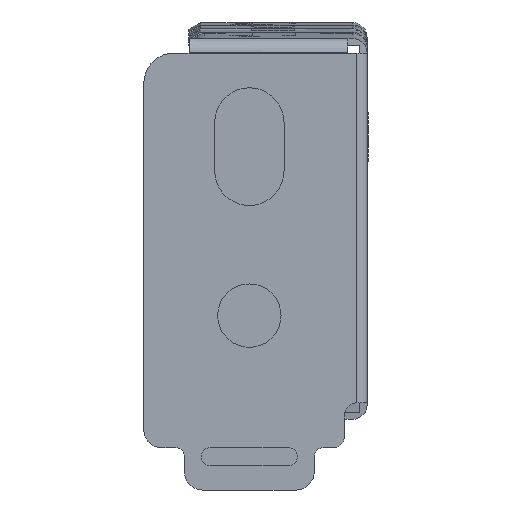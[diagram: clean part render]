
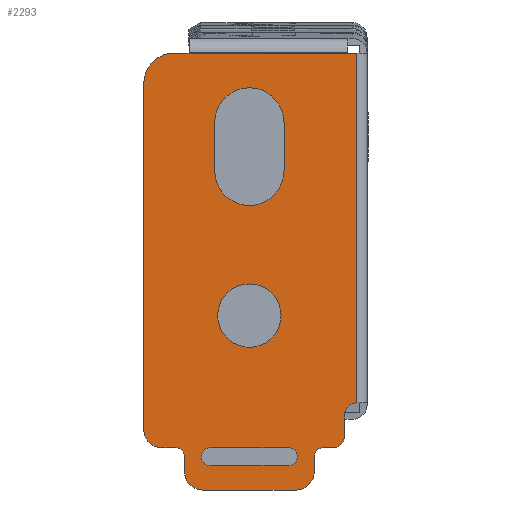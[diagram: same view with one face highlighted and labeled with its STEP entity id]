
A CAD part, front view. The second image highlights one B-rep face of the part: STEP entity #2293.
In plain terms, the highlighted planar face has unit normal (0, -1, 0).
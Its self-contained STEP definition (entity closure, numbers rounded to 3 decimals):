
#129=FACE_OUTER_BOUND('',#242,.T.);
#242=EDGE_LOOP('',(#1947,#1948,#1949,#1950,#1951,#1952,#1953,#1954,#1955,
#1956,#1957,#1958,#1959,#1960,#1961,#1962,#1963));
#338=CIRCLE('',#2500,2.);
#339=CIRCLE('',#2502,5.);
#340=CIRCLE('',#2503,3.);
#341=CIRCLE('',#2504,1.5);
#342=CIRCLE('',#2505,3.);
#343=CIRCLE('',#2506,3.);
#344=CIRCLE('',#2507,1.5);
#345=CIRCLE('',#2508,2.);
#429=LINE('',#3461,#704);
#589=LINE('',#3808,#864);
#590=LINE('',#3812,#865);
#591=LINE('',#3816,#866);
#592=LINE('',#3820,#867);
#593=LINE('',#3824,#868);
#594=LINE('',#3828,#869);
#595=LINE('',#3832,#870);
#596=LINE('',#3835,#871);
#704=VECTOR('',#2763,1.);
#864=VECTOR('',#3067,1.);
#865=VECTOR('',#3070,1.);
#866=VECTOR('',#3073,1.);
#867=VECTOR('',#3076,1.);
#868=VECTOR('',#3079,1.);
#869=VECTOR('',#3082,1.);
#870=VECTOR('',#3085,1.);
#871=VECTOR('',#3088,1.);
#1015=VERTEX_POINT('',#3458);
#1016=VERTEX_POINT('',#3460);
#1130=VERTEX_POINT('',#3802);
#1131=VERTEX_POINT('',#3804);
#1132=VERTEX_POINT('',#3809);
#1133=VERTEX_POINT('',#3811);
#1134=VERTEX_POINT('',#3813);
#1135=VERTEX_POINT('',#3815);
#1136=VERTEX_POINT('',#3817);
#1137=VERTEX_POINT('',#3819);
#1138=VERTEX_POINT('',#3821);
#1139=VERTEX_POINT('',#3823);
#1140=VERTEX_POINT('',#3825);
#1141=VERTEX_POINT('',#3827);
#1142=VERTEX_POINT('',#3829);
#1143=VERTEX_POINT('',#3831);
#1144=VERTEX_POINT('',#3833);
#1270=EDGE_CURVE('',#1015,#1016,#429,.T.);
#1450=EDGE_CURVE('',#1131,#1130,#338,.T.);
#1452=EDGE_CURVE('',#1016,#1130,#589,.F.);
#1453=EDGE_CURVE('',#1015,#1132,#339,.F.);
#1454=EDGE_CURVE('',#1133,#1132,#590,.T.);
#1455=EDGE_CURVE('',#1134,#1133,#340,.T.);
#1456=EDGE_CURVE('',#1135,#1134,#591,.T.);
#1457=EDGE_CURVE('',#1136,#1135,#341,.F.);
#1458=EDGE_CURVE('',#1137,#1136,#592,.F.);
#1459=EDGE_CURVE('',#1138,#1137,#342,.T.);
#1460=EDGE_CURVE('',#1139,#1138,#593,.F.);
#1461=EDGE_CURVE('',#1140,#1139,#343,.T.);
#1462=EDGE_CURVE('',#1141,#1140,#594,.T.);
#1463=EDGE_CURVE('',#1142,#1141,#344,.F.);
#1464=EDGE_CURVE('',#1143,#1142,#595,.T.);
#1465=EDGE_CURVE('',#1143,#1144,#345,.F.);
#1466=EDGE_CURVE('',#1144,#1131,#596,.T.);
#1947=ORIENTED_EDGE('',*,*,#1452,.F.);
#1948=ORIENTED_EDGE('',*,*,#1270,.F.);
#1949=ORIENTED_EDGE('',*,*,#1453,.T.);
#1950=ORIENTED_EDGE('',*,*,#1454,.F.);
#1951=ORIENTED_EDGE('',*,*,#1455,.F.);
#1952=ORIENTED_EDGE('',*,*,#1456,.F.);
#1953=ORIENTED_EDGE('',*,*,#1457,.F.);
#1954=ORIENTED_EDGE('',*,*,#1458,.F.);
#1955=ORIENTED_EDGE('',*,*,#1459,.F.);
#1956=ORIENTED_EDGE('',*,*,#1460,.F.);
#1957=ORIENTED_EDGE('',*,*,#1461,.F.);
#1958=ORIENTED_EDGE('',*,*,#1462,.F.);
#1959=ORIENTED_EDGE('',*,*,#1463,.F.);
#1960=ORIENTED_EDGE('',*,*,#1464,.F.);
#1961=ORIENTED_EDGE('',*,*,#1465,.T.);
#1962=ORIENTED_EDGE('',*,*,#1466,.T.);
#1963=ORIENTED_EDGE('',*,*,#1450,.T.);
#2193=PLANE('',#2501);
#2293=ADVANCED_FACE('',(#129),#2193,.F.);
#2500=AXIS2_PLACEMENT_3D('',#3805,#3062,#3063);
#2501=AXIS2_PLACEMENT_3D('',#3807,#3065,#3066);
#2502=AXIS2_PLACEMENT_3D('',#3810,#3068,#3069);
#2503=AXIS2_PLACEMENT_3D('',#3814,#3071,#3072);
#2504=AXIS2_PLACEMENT_3D('',#3818,#3074,#3075);
#2505=AXIS2_PLACEMENT_3D('',#3822,#3077,#3078);
#2506=AXIS2_PLACEMENT_3D('',#3826,#3080,#3081);
#2507=AXIS2_PLACEMENT_3D('',#3830,#3083,#3084);
#2508=AXIS2_PLACEMENT_3D('',#3834,#3086,#3087);
#2763=DIRECTION('',(1.,0.,0.));
#3062=DIRECTION('center_axis',(0.,1.,0.));
#3063=DIRECTION('ref_axis',(0.,0.,-1.));
#3065=DIRECTION('center_axis',(0.,1.,0.));
#3066=DIRECTION('ref_axis',(-1.,0.,0.));
#3067=DIRECTION('',(0.,0.,1.));
#3068=DIRECTION('center_axis',(0.,1.,0.));
#3069=DIRECTION('ref_axis',(0.,0.,-1.));
#3070=DIRECTION('',(0.,0.,1.));
#3071=DIRECTION('center_axis',(0.,1.,0.));
#3072=DIRECTION('ref_axis',(0.,0.,-1.));
#3073=DIRECTION('',(-1.,0.,0.));
#3074=DIRECTION('center_axis',(0.,1.,0.));
#3075=DIRECTION('ref_axis',(0.,0.,-1.));
#3076=DIRECTION('',(0.,0.,-1.));
#3077=DIRECTION('center_axis',(0.,1.,0.));
#3078=DIRECTION('ref_axis',(0.,0.,-1.));
#3079=DIRECTION('',(1.,0.,0.));
#3080=DIRECTION('center_axis',(0.,1.,0.));
#3081=DIRECTION('ref_axis',(0.,0.,-1.));
#3082=DIRECTION('',(0.,0.,-1.));
#3083=DIRECTION('center_axis',(0.,1.,0.));
#3084=DIRECTION('ref_axis',(0.,0.,-1.));
#3085=DIRECTION('',(-1.,0.,0.));
#3086=DIRECTION('center_axis',(0.,1.,0.));
#3087=DIRECTION('ref_axis',(0.,0.,-1.));
#3088=DIRECTION('',(0.,0.,1.));
#3458=CARTESIAN_POINT('',(193.051,-45.437,-2.798));
#3460=CARTESIAN_POINT('',(223.351,-45.437,-2.798));
#3461=CARTESIAN_POINT('',(208.201,-45.437,-2.798));
#3802=CARTESIAN_POINT('',(223.351,-45.437,-60.754));
#3804=CARTESIAN_POINT('',(221.351,-45.437,-62.754));
#3805=CARTESIAN_POINT('Origin',(223.351,-45.437,-62.754));
#3807=CARTESIAN_POINT('Origin',(225.051,-45.437,0.));
#3808=CARTESIAN_POINT('',(223.351,-45.437,-31.776));
#3809=CARTESIAN_POINT('',(188.051,-45.437,-7.798));
#3810=CARTESIAN_POINT('Origin',(193.051,-45.437,-7.798));
#3811=CARTESIAN_POINT('',(188.051,-45.437,-65.198));
#3812=CARTESIAN_POINT('',(188.051,-45.437,-36.498));
#3813=CARTESIAN_POINT('',(191.051,-45.437,-68.198));
#3814=CARTESIAN_POINT('Origin',(191.051,-45.437,-65.198));
#3815=CARTESIAN_POINT('',(193.301,-45.437,-68.198));
#3816=CARTESIAN_POINT('',(192.176,-45.437,-68.198));
#3817=CARTESIAN_POINT('',(194.801,-45.437,-69.698));
#3818=CARTESIAN_POINT('Origin',(193.301,-45.437,-69.698));
#3819=CARTESIAN_POINT('',(194.801,-45.437,-72.198));
#3820=CARTESIAN_POINT('',(194.801,-45.437,-70.948));
#3821=CARTESIAN_POINT('',(197.801,-45.437,-75.198));
#3822=CARTESIAN_POINT('Origin',(197.801,-45.437,-72.198));
#3823=CARTESIAN_POINT('',(213.301,-45.437,-75.198));
#3824=CARTESIAN_POINT('',(205.551,-45.437,-75.198));
#3825=CARTESIAN_POINT('',(216.301,-45.437,-72.198));
#3826=CARTESIAN_POINT('Origin',(213.301,-45.437,-72.198));
#3827=CARTESIAN_POINT('',(216.301,-45.437,-69.698));
#3828=CARTESIAN_POINT('',(216.301,-45.437,-70.948));
#3829=CARTESIAN_POINT('',(217.801,-45.437,-68.198));
#3830=CARTESIAN_POINT('Origin',(217.801,-45.437,-69.698));
#3831=CARTESIAN_POINT('',(219.351,-45.437,-68.198));
#3832=CARTESIAN_POINT('',(218.576,-45.437,-68.198));
#3833=CARTESIAN_POINT('',(221.351,-45.437,-66.198));
#3834=CARTESIAN_POINT('Origin',(219.351,-45.437,-66.198));
#3835=CARTESIAN_POINT('',(221.351,-45.437,-64.476));
